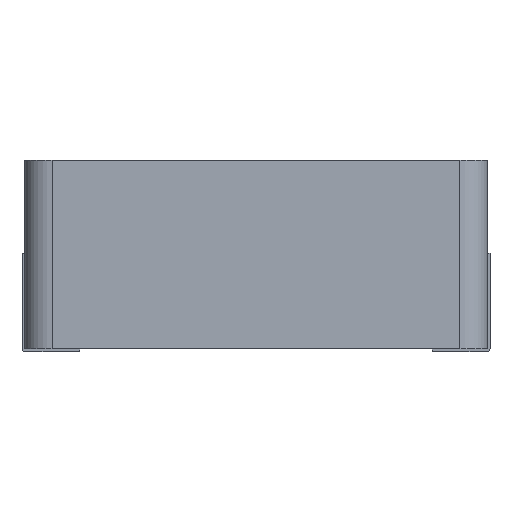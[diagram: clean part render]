
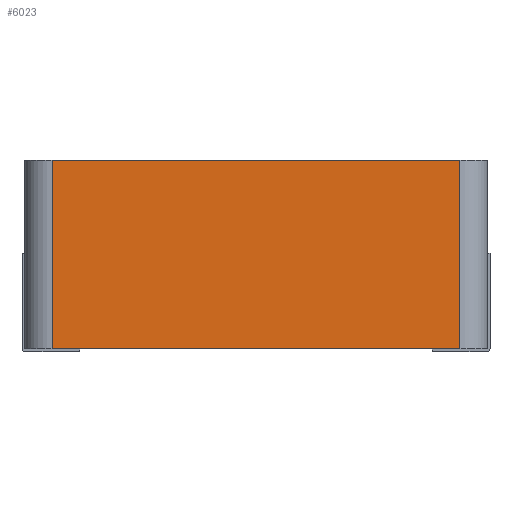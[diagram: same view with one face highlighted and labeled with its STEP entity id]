
A CAD part, front view. The second image highlights one B-rep face of the part: STEP entity #6023.
In plain terms, the highlighted planar face has unit normal (0, -1, 0).
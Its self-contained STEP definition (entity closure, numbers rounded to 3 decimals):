
#769 = VECTOR ( 'NONE', #6741, 1000. ) ;
#1111 = VECTOR ( 'NONE', #8857, 1000. ) ;
#1181 = CARTESIAN_POINT ( 'NONE',  ( -8.475, -8.575, 6.9 ) ) ;
#1995 = CARTESIAN_POINT ( 'NONE',  ( 7.475, -8.575, 6.9 ) ) ;
#2319 = LINE ( 'NONE', #7068, #6612 ) ;
#2468 = CARTESIAN_POINT ( 'NONE',  ( -7.475, -8.575, 0. ) ) ;
#2963 = EDGE_CURVE ( 'NONE', #9005, #3423, #10329, .T. ) ;
#3423 = VERTEX_POINT ( 'NONE', #10758 ) ;
#4347 = EDGE_CURVE ( 'NONE', #3423, #18394, #16131, .T. ) ;
#4856 = CARTESIAN_POINT ( 'NONE',  ( -7.475, -8.575, 6.9 ) ) ;
#5161 = CARTESIAN_POINT ( 'NONE',  ( 7.475, -8.575, 6.9 ) ) ;
#5829 = FACE_OUTER_BOUND ( 'NONE', #11083, .T. ) ;
#6023 = ADVANCED_FACE ( 'NONE', ( #5829 ), #7277, .F. ) ;
#6032 = ORIENTED_EDGE ( 'NONE', *, *, #18622, .F. ) ;
#6612 = VECTOR ( 'NONE', #13838, 1000. ) ;
#6741 = DIRECTION ( 'NONE',  ( 0., 0., 1. ) ) ;
#7068 = CARTESIAN_POINT ( 'NONE',  ( -8.475, -8.575, 6.9 ) ) ;
#7069 = DIRECTION ( 'NONE',  ( 0., 1., 0. ) ) ;
#7125 = EDGE_CURVE ( 'NONE', #20359, #9005, #7305, .T. ) ;
#7256 = ORIENTED_EDGE ( 'NONE', *, *, #4347, .T. ) ;
#7277 = PLANE ( 'NONE',  #8415 ) ;
#7305 = LINE ( 'NONE', #7600, #1111 ) ;
#7600 = CARTESIAN_POINT ( 'NONE',  ( -7.475, -8.575, 6.9 ) ) ;
#8415 = AXIS2_PLACEMENT_3D ( 'NONE', #1181, #7069, #18244 ) ;
#8857 = DIRECTION ( 'NONE',  ( 0., 0., -1. ) ) ;
#9005 = VERTEX_POINT ( 'NONE', #2468 ) ;
#10329 = LINE ( 'NONE', #12064, #18720 ) ;
#10758 = CARTESIAN_POINT ( 'NONE',  ( 7.475, -8.575, 0. ) ) ;
#11083 = EDGE_LOOP ( 'NONE', ( #17352, #7256, #6032, #16685 ) ) ;
#12064 = CARTESIAN_POINT ( 'NONE',  ( -8.475, -8.575, 0. ) ) ;
#13838 = DIRECTION ( 'NONE',  ( 1., 0., 0. ) ) ;
#16131 = LINE ( 'NONE', #1995, #769 ) ;
#16582 = DIRECTION ( 'NONE',  ( 1., 0., 0. ) ) ;
#16685 = ORIENTED_EDGE ( 'NONE', *, *, #7125, .T. ) ;
#17352 = ORIENTED_EDGE ( 'NONE', *, *, #2963, .T. ) ;
#18244 = DIRECTION ( 'NONE',  ( 0., 0., 1. ) ) ;
#18394 = VERTEX_POINT ( 'NONE', #5161 ) ;
#18622 = EDGE_CURVE ( 'NONE', #20359, #18394, #2319, .T. ) ;
#18720 = VECTOR ( 'NONE', #16582, 1000. ) ;
#20359 = VERTEX_POINT ( 'NONE', #4856 ) ;
